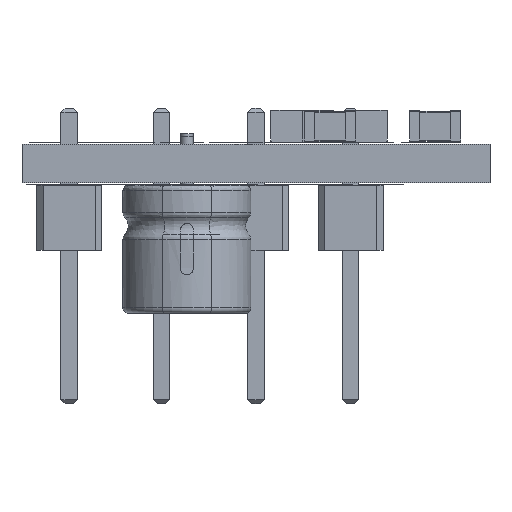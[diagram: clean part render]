
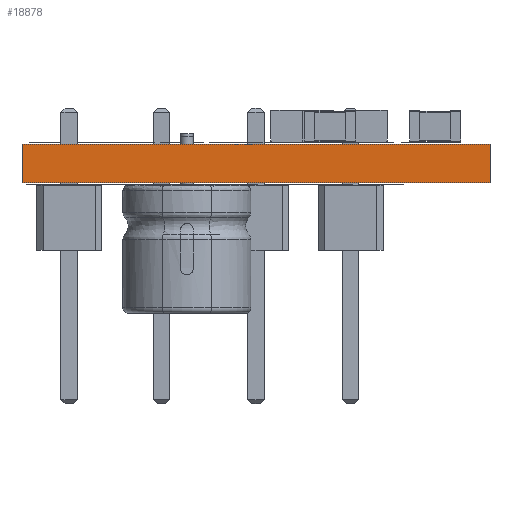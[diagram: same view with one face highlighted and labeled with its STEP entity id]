
A CAD part, front view. The second image highlights one B-rep face of the part: STEP entity #18878.
In plain terms, the highlighted planar face has unit normal (0, -1, 0).
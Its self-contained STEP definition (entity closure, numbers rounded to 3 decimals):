
#18878 = ADVANCED_FACE('',(#18879),#18913,.T.);
#18879 = FACE_BOUND('',#18880,.T.);
#18880 = EDGE_LOOP('',(#18881,#18891,#18899,#18907));
#18881 = ORIENTED_EDGE('',*,*,#18882,.T.);
#18882 = EDGE_CURVE('',#18883,#18885,#18887,.T.);
#18883 = VERTEX_POINT('',#18884);
#18884 = CARTESIAN_POINT('',(148.94,-94.746,0.));
#18885 = VERTEX_POINT('',#18886);
#18886 = CARTESIAN_POINT('',(148.94,-94.746,1.51));
#18887 = LINE('',#18888,#18889);
#18888 = CARTESIAN_POINT('',(148.94,-94.746,0.));
#18889 = VECTOR('',#18890,1.);
#18890 = DIRECTION('',(0.,0.,1.));
#18891 = ORIENTED_EDGE('',*,*,#18892,.T.);
#18892 = EDGE_CURVE('',#18885,#18893,#18895,.T.);
#18893 = VERTEX_POINT('',#18894);
#18894 = CARTESIAN_POINT('',(130.66,-94.746,1.51));
#18895 = LINE('',#18896,#18897);
#18896 = CARTESIAN_POINT('',(148.94,-94.746,1.51));
#18897 = VECTOR('',#18898,1.);
#18898 = DIRECTION('',(-1.,0.,0.));
#18899 = ORIENTED_EDGE('',*,*,#18900,.F.);
#18900 = EDGE_CURVE('',#18901,#18893,#18903,.T.);
#18901 = VERTEX_POINT('',#18902);
#18902 = CARTESIAN_POINT('',(130.66,-94.746,0.));
#18903 = LINE('',#18904,#18905);
#18904 = CARTESIAN_POINT('',(130.66,-94.746,0.));
#18905 = VECTOR('',#18906,1.);
#18906 = DIRECTION('',(0.,0.,1.));
#18907 = ORIENTED_EDGE('',*,*,#18908,.F.);
#18908 = EDGE_CURVE('',#18883,#18901,#18909,.T.);
#18909 = LINE('',#18910,#18911);
#18910 = CARTESIAN_POINT('',(148.94,-94.746,0.));
#18911 = VECTOR('',#18912,1.);
#18912 = DIRECTION('',(-1.,0.,0.));
#18913 = PLANE('',#18914);
#18914 = AXIS2_PLACEMENT_3D('',#18915,#18916,#18917);
#18915 = CARTESIAN_POINT('',(148.94,-94.746,0.));
#18916 = DIRECTION('',(0.,-1.,0.));
#18917 = DIRECTION('',(-1.,0.,0.));
